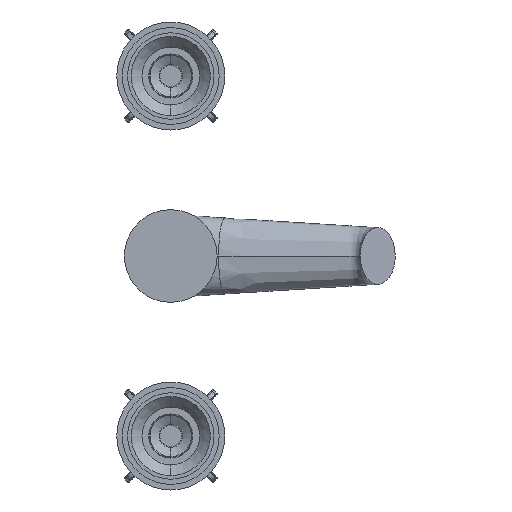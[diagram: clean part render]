
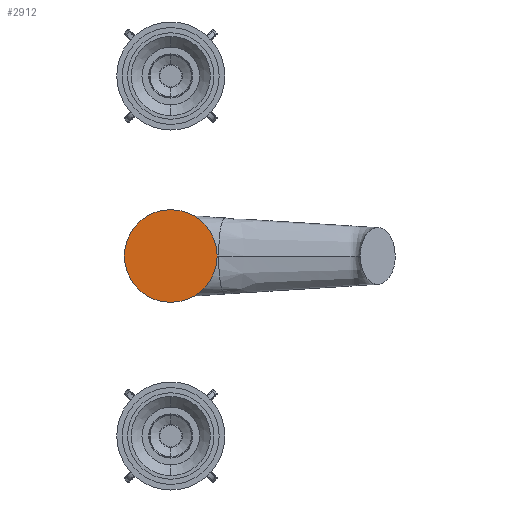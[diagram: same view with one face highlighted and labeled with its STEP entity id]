
A CAD part, front view. The second image highlights one B-rep face of the part: STEP entity #2912.
In plain terms, the highlighted planar face has unit normal (0, -1, 0).
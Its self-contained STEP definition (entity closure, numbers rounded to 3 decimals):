
#2322=CARTESIAN_POINT('',(19.072,-23.893,0.));
#2323=DIRECTION('',(0.,-1.,0.));
#2324=DIRECTION('',(0.,0.,1.));
#2325=AXIS2_PLACEMENT_3D('',#2322,#2323,#2324);
#2327=CARTESIAN_POINT('',(19.072,-23.893,0.));
#2328=DIRECTION('',(0.,-1.,0.));
#2329=DIRECTION('',(0.,0.,-1.));
#2330=AXIS2_PLACEMENT_3D('',#2327,#2328,#2329);
#2871=CARTESIAN_POINT('',(19.072,-23.893,25.75));
#2873=VERTEX_POINT('',#2871);
#2875=CARTESIAN_POINT('',(19.072,-23.893,-25.75));
#2877=VERTEX_POINT('',#2875);
#2901=CARTESIAN_POINT('',(19.072,-23.893,-25.75));
#2902=DIRECTION('',(0.,-1.,0.));
#2903=DIRECTION('',(0.,0.,-1.));
#2904=AXIS2_PLACEMENT_3D('',#2901,#2902,#2903);
#2905=PLANE('',#2904);
#2907=ORIENTED_EDGE('',*,*,#2906,.F.);
#2909=ORIENTED_EDGE('',*,*,#2908,.F.);
#2910=EDGE_LOOP('',(#2907,#2909));
#2911=FACE_OUTER_BOUND('',#2910,.F.);
#2912=ADVANCED_FACE('',(#2911),#2905,.T.);
#2326=CIRCLE('',#2325,25.75);
#2331=CIRCLE('',#2330,25.75);
#2906=EDGE_CURVE('',#2873,#2877,#2326,.T.);
#2908=EDGE_CURVE('',#2877,#2873,#2331,.T.);
